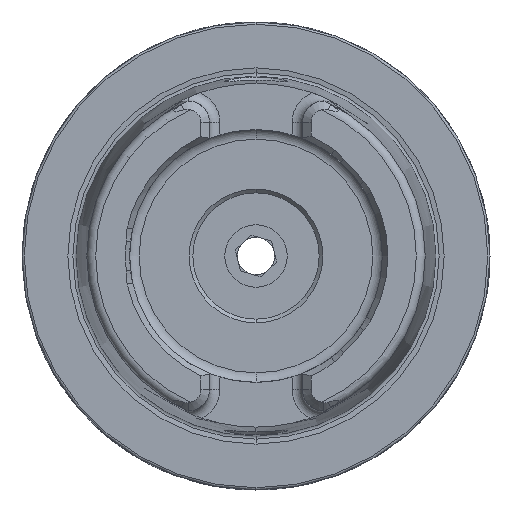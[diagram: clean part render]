
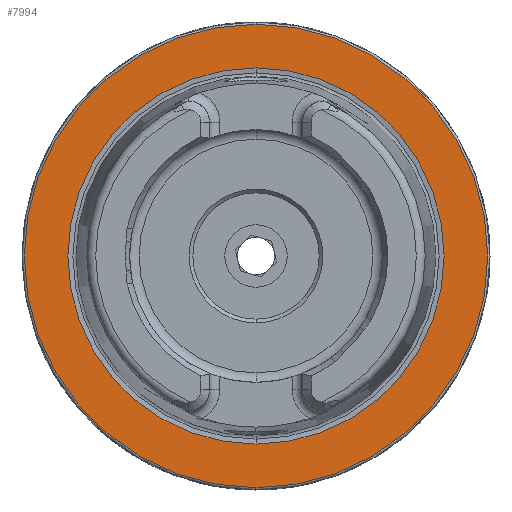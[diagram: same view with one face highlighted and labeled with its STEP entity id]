
A CAD part, left-side view. The second image highlights one B-rep face of the part: STEP entity #7994.
In plain terms, the highlighted planar face has unit normal (-1, 0, 0).
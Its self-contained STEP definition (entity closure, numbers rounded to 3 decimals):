
#911 = AXIS2_PLACEMENT_3D ( 'NONE', #6912, #6913, #6914 ) ;
#912 = AXIS2_PLACEMENT_3D ( 'NONE', #6909, #6910, #6911 ) ;
#2003 = VERTEX_POINT ( 'NONE', #9809 ) ;
#2166 = VERTEX_POINT ( 'NONE', #9772 ) ;
#2341 = VERTEX_POINT ( 'NONE', #9711 ) ;
#2407 = VERTEX_POINT ( 'NONE', #9659 ) ;
#2979 = AXIS2_PLACEMENT_3D ( 'NONE', #3563, #3562, #3560 ) ;
#2982 = AXIS2_PLACEMENT_3D ( 'NONE', #3526, #3468, #3518 ) ;
#3468 = DIRECTION ( 'NONE',  ( -1., 0., 0. ) ) ;
#3518 = DIRECTION ( 'NONE',  ( 0., 0., 1. ) ) ;
#3526 = CARTESIAN_POINT ( 'NONE',  ( 0., 0., 0. ) ) ;
#3560 = DIRECTION ( 'NONE',  ( 0., 0., 1. ) ) ;
#3562 = DIRECTION ( 'NONE',  ( -1., 0., 0. ) ) ;
#3563 = CARTESIAN_POINT ( 'NONE',  ( 0., 0., 0. ) ) ;
#3729 = EDGE_LOOP ( 'NONE', ( #5499, #5500 ) ) ;
#3836 = EDGE_CURVE ( 'NONE', #2003, #2407, #9519, .T. ) ;
#3840 = EDGE_CURVE ( 'NONE', #2166, #2341, #9516, .T. ) ;
#4825 = DIRECTION ( 'NONE',  ( 1., 0., 0. ) ) ;
#4834 = CARTESIAN_POINT ( 'NONE',  ( 0., 31.2, 0. ) ) ;
#4835 = PLANE ( 'NONE',  #10419 ) ;
#4837 = DIRECTION ( 'NONE',  ( 0., 0., -1. ) ) ;
#5497 = ORIENTED_EDGE ( 'NONE', *, *, #6231, .F. ) ;
#5498 = ORIENTED_EDGE ( 'NONE', *, *, #3840, .F. ) ;
#5499 = ORIENTED_EDGE ( 'NONE', *, *, #3836, .T. ) ;
#5500 = ORIENTED_EDGE ( 'NONE', *, *, #6232, .T. ) ;
#6231 = EDGE_CURVE ( 'NONE', #2341, #2166, #8743, .T. ) ;
#6232 = EDGE_CURVE ( 'NONE', #2407, #2003, #8733, .T. ) ;
#6497 = FACE_OUTER_BOUND ( 'NONE', #3729, .T. ) ;
#6500 = FACE_BOUND ( 'NONE', #10172, .T. ) ;
#6909 = CARTESIAN_POINT ( 'NONE',  ( 0., 0., 0. ) ) ;
#6910 = DIRECTION ( 'NONE',  ( -1., 0., 0. ) ) ;
#6911 = DIRECTION ( 'NONE',  ( 0., 0., 1. ) ) ;
#6912 = CARTESIAN_POINT ( 'NONE',  ( 0., 0., 0. ) ) ;
#6913 = DIRECTION ( 'NONE',  ( -1., 0., 0. ) ) ;
#6914 = DIRECTION ( 'NONE',  ( 0., 0., 1. ) ) ;
#7994 = ADVANCED_FACE ( 'NONE', ( #6500, #6497 ), #4835, .F. ) ;
#8733 = CIRCLE ( 'NONE', #911, 31.2 ) ;
#8743 = CIRCLE ( 'NONE', #912, 25.324 ) ;
#9516 = CIRCLE ( 'NONE', #2979, 25.324 ) ;
#9519 = CIRCLE ( 'NONE', #2982, 31.2 ) ;
#9659 = CARTESIAN_POINT ( 'NONE',  ( 0., 0., -31.2 ) ) ;
#9711 = CARTESIAN_POINT ( 'NONE',  ( 0., 0., 25.324 ) ) ;
#9772 = CARTESIAN_POINT ( 'NONE',  ( 0., 0., -25.324 ) ) ;
#9809 = CARTESIAN_POINT ( 'NONE',  ( 0., 0., 31.2 ) ) ;
#10172 = EDGE_LOOP ( 'NONE', ( #5497, #5498 ) ) ;
#10419 = AXIS2_PLACEMENT_3D ( 'NONE', #4834, #4825, #4837 ) ;
